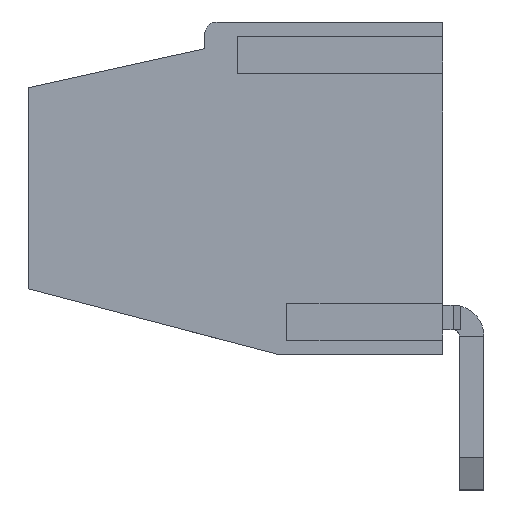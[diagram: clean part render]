
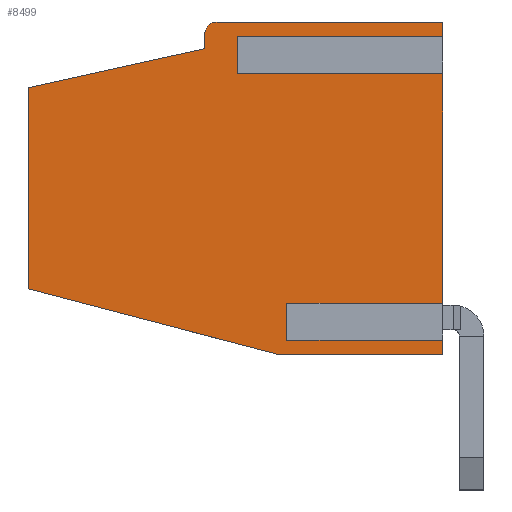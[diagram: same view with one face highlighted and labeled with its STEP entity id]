
A CAD part, left-side view. The second image highlights one B-rep face of the part: STEP entity #8499.
In plain terms, the highlighted face is planar.
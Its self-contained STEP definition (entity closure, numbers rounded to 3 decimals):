
#62 = LINE ( 'NONE', #12669, #8372 ) ;
#230 = ORIENTED_EDGE ( 'NONE', *, *, #15266, .F. ) ;
#247 = FACE_OUTER_BOUND ( 'NONE', #6446, .T. ) ;
#334 = CARTESIAN_POINT ( 'NONE',  ( 2.5, 1.6, 10.8 ) ) ;
#418 = DIRECTION ( 'NONE',  ( 0., 1., 0. ) ) ;
#511 = DIRECTION ( 'NONE',  ( -1., 0., 0. ) ) ;
#655 = LINE ( 'NONE', #11034, #24182 ) ;
#1106 = DIRECTION ( 'NONE',  ( 0., 0., -1. ) ) ;
#1171 = EDGE_CURVE ( 'NONE', #18784, #4923, #4063, .T. ) ;
#1774 = DIRECTION ( 'NONE',  ( 0., -1., 0. ) ) ;
#2215 = CARTESIAN_POINT ( 'NONE',  ( 2.5, 0., 4.7 ) ) ;
#2276 = VERTEX_POINT ( 'NONE', #13816 ) ;
#2318 = CARTESIAN_POINT ( 'NONE',  ( 2.5, 8.1, 10.8 ) ) ;
#2606 = EDGE_CURVE ( 'NONE', #24035, #2904, #17715, .T. ) ;
#2621 = DIRECTION ( 'NONE',  ( 0., 1., 0. ) ) ;
#2658 = ORIENTED_EDGE ( 'NONE', *, *, #5474, .T. ) ;
#2692 = VERTEX_POINT ( 'NONE', #24364 ) ;
#2904 = VERTEX_POINT ( 'NONE', #21210 ) ;
#2943 = DIRECTION ( 'NONE',  ( 0., 0., -1. ) ) ;
#3108 = ORIENTED_EDGE ( 'NONE', *, *, #21854, .T. ) ;
#3627 = DIRECTION ( 'NONE',  ( 0., 0., -1. ) ) ;
#3682 = CARTESIAN_POINT ( 'NONE',  ( 2.5, 7.45, 6.5 ) ) ;
#4063 = LINE ( 'NONE', #16716, #13242 ) ;
#4179 = EDGE_CURVE ( 'NONE', #16329, #6238, #8183, .T. ) ;
#4181 = LINE ( 'NONE', #21376, #19715 ) ;
#4288 = VECTOR ( 'NONE', #1106, 1000. ) ;
#4759 = CARTESIAN_POINT ( 'NONE',  ( 2.5, 0.532, 4.5 ) ) ;
#4923 = VERTEX_POINT ( 'NONE', #24967 ) ;
#5365 = EDGE_CURVE ( 'NONE', #2904, #2276, #655, .T. ) ;
#5442 = CARTESIAN_POINT ( 'NONE',  ( 2.5, 1.068, 4.5 ) ) ;
#5474 = EDGE_CURVE ( 'NONE', #9485, #9428, #22334, .T. ) ;
#6238 = VERTEX_POINT ( 'NONE', #16316 ) ;
#6446 = EDGE_LOOP ( 'NONE', ( #230, #14728, #20637, #12785, #8930, #13355, #8208, #2658, #7817, #3108, #16602, #27677, #23112, #13880, #20780, #25787 ) ) ;
#6697 = CARTESIAN_POINT ( 'NONE',  ( 2.5, 0.532, 4.5 ) ) ;
#6913 = VECTOR ( 'NONE', #2621, 1000. ) ;
#6969 = AXIS2_PLACEMENT_3D ( 'NONE', #27661, #17570, #25535 ) ;
#7559 = VERTEX_POINT ( 'NONE', #19964 ) ;
#7817 = ORIENTED_EDGE ( 'NONE', *, *, #9673, .F. ) ;
#8120 = CARTESIAN_POINT ( 'NONE',  ( 2.5, 0., 10.8 ) ) ;
#8183 = LINE ( 'NONE', #3682, #8632 ) ;
#8208 = ORIENTED_EDGE ( 'NONE', *, *, #21973, .T. ) ;
#8238 = LINE ( 'NONE', #27715, #10150 ) ;
#8372 = VECTOR ( 'NONE', #14912, 1000. ) ;
#8499 = ADVANCED_FACE ( 'NONE', ( #247 ), #17109, .F. ) ;
#8632 = VECTOR ( 'NONE', #12242, 1000. ) ;
#8930 = ORIENTED_EDGE ( 'NONE', *, *, #25271, .F. ) ;
#9088 = DIRECTION ( 'NONE',  ( 0., -1., 0. ) ) ;
#9428 = VERTEX_POINT ( 'NONE', #17349 ) ;
#9485 = VERTEX_POINT ( 'NONE', #22712 ) ;
#9566 = CARTESIAN_POINT ( 'NONE',  ( 2.5, 0.532, 4.5 ) ) ;
#9673 = EDGE_CURVE ( 'NONE', #17623, #9428, #24105, .T. ) ;
#10150 = VECTOR ( 'NONE', #23458, 1000. ) ;
#10260 = VERTEX_POINT ( 'NONE', #20014 ) ;
#10408 = DIRECTION ( 'NONE',  ( 0., 1., 0. ) ) ;
#10584 = VERTEX_POINT ( 'NONE', #20910 ) ;
#10641 = DIRECTION ( 'NONE',  ( 0., 0., -1. ) ) ;
#10655 = DIRECTION ( 'NONE',  ( 0., 0., -1. ) ) ;
#11034 = CARTESIAN_POINT ( 'NONE',  ( 2.5, 8.1, 0.7 ) ) ;
#11071 = VECTOR ( 'NONE', #2943, 1000. ) ;
#11196 = LINE ( 'NONE', #4759, #19970 ) ;
#11522 = DIRECTION ( 'NONE',  ( 0., 0., -1. ) ) ;
#11735 = DIRECTION ( 'NONE',  ( 0., 1., 0. ) ) ;
#11769 = LINE ( 'NONE', #16007, #4288 ) ;
#12242 = DIRECTION ( 'NONE',  ( 0., 1., 0. ) ) ;
#12669 = CARTESIAN_POINT ( 'NONE',  ( 2.5, 6.5, 10.8 ) ) ;
#12785 = ORIENTED_EDGE ( 'NONE', *, *, #24198, .F. ) ;
#13164 = CARTESIAN_POINT ( 'NONE',  ( 2.5, 1.068, 4.5 ) ) ;
#13242 = VECTOR ( 'NONE', #10655, 1000. ) ;
#13355 = ORIENTED_EDGE ( 'NONE', *, *, #27100, .F. ) ;
#13485 = CARTESIAN_POINT ( 'NONE',  ( 2.5, 1.6, 10.8 ) ) ;
#13816 = CARTESIAN_POINT ( 'NONE',  ( 2.5, 7.032, 0.7 ) ) ;
#13880 = ORIENTED_EDGE ( 'NONE', *, *, #18598, .F. ) ;
#14124 = CARTESIAN_POINT ( 'NONE',  ( 2.5, 7.568, 5.7 ) ) ;
#14504 = EDGE_CURVE ( 'NONE', #4923, #10260, #8238, .T. ) ;
#14728 = ORIENTED_EDGE ( 'NONE', *, *, #23692, .T. ) ;
#14857 = VECTOR ( 'NONE', #11522, 1000. ) ;
#14912 = DIRECTION ( 'NONE',  ( 0., 0.216, -0.976 ) ) ;
#15266 = EDGE_CURVE ( 'NONE', #7559, #10260, #4181, .T. ) ;
#15539 = VECTOR ( 'NONE', #21449, 1000. ) ;
#16007 = CARTESIAN_POINT ( 'NONE',  ( 2.5, 7.032, 5.7 ) ) ;
#16316 = CARTESIAN_POINT ( 'NONE',  ( 2.5, 7.8, 6.5 ) ) ;
#16329 = VERTEX_POINT ( 'NONE', #17651 ) ;
#16350 = VECTOR ( 'NONE', #3627, 1000. ) ;
#16602 = ORIENTED_EDGE ( 'NONE', *, *, #2606, .T. ) ;
#16716 = CARTESIAN_POINT ( 'NONE',  ( 2.5, 7.568, 5.7 ) ) ;
#17109 = PLANE ( 'NONE',  #18456 ) ;
#17191 = LINE ( 'NONE', #334, #15539 ) ;
#17349 = CARTESIAN_POINT ( 'NONE',  ( 2.5, 0.532, 0.7 ) ) ;
#17570 = DIRECTION ( 'NONE',  ( 1., 0., 0. ) ) ;
#17623 = VERTEX_POINT ( 'NONE', #6697 ) ;
#17651 = CARTESIAN_POINT ( 'NONE',  ( 2.5, 7.45, 6.5 ) ) ;
#17715 = LINE ( 'NONE', #13164, #11071 ) ;
#18255 = CARTESIAN_POINT ( 'NONE',  ( 2.5, 8.1, 0.7 ) ) ;
#18345 = VERTEX_POINT ( 'NONE', #13485 ) ;
#18456 = AXIS2_PLACEMENT_3D ( 'NONE', #2318, #511, #9088 ) ;
#18598 = EDGE_CURVE ( 'NONE', #18784, #2692, #27305, .T. ) ;
#18784 = VERTEX_POINT ( 'NONE', #26273 ) ;
#19715 = VECTOR ( 'NONE', #10641, 1000. ) ;
#19964 = CARTESIAN_POINT ( 'NONE',  ( 2.5, 8.1, 6.2 ) ) ;
#19970 = VECTOR ( 'NONE', #418, 1000. ) ;
#20014 = CARTESIAN_POINT ( 'NONE',  ( 2.5, 8.1, 0.7 ) ) ;
#20637 = ORIENTED_EDGE ( 'NONE', *, *, #4179, .F. ) ;
#20780 = ORIENTED_EDGE ( 'NONE', *, *, #1171, .T. ) ;
#20910 = CARTESIAN_POINT ( 'NONE',  ( 2.5, 6.5, 10.8 ) ) ;
#20957 = LINE ( 'NONE', #8120, #16350 ) ;
#21210 = CARTESIAN_POINT ( 'NONE',  ( 2.5, 1.068, 0.7 ) ) ;
#21376 = CARTESIAN_POINT ( 'NONE',  ( 2.5, 8.1, 10.8 ) ) ;
#21449 = DIRECTION ( 'NONE',  ( 0., 0.254, 0.967 ) ) ;
#21541 = VECTOR ( 'NONE', #11735, 1000. ) ;
#21779 = LINE ( 'NONE', #26319, #6913 ) ;
#21854 = EDGE_CURVE ( 'NONE', #17623, #24035, #11196, .T. ) ;
#21973 = EDGE_CURVE ( 'NONE', #25067, #9485, #20957, .T. ) ;
#22296 = CIRCLE ( 'NONE', #6969, 0.3 ) ;
#22334 = LINE ( 'NONE', #18255, #21541 ) ;
#22556 = VECTOR ( 'NONE', #1774, 1000. ) ;
#22712 = CARTESIAN_POINT ( 'NONE',  ( 2.5, 0., 0.7 ) ) ;
#23112 = ORIENTED_EDGE ( 'NONE', *, *, #23813, .F. ) ;
#23458 = DIRECTION ( 'NONE',  ( 0., 1., 0. ) ) ;
#23692 = EDGE_CURVE ( 'NONE', #7559, #6238, #22296, .T. ) ;
#23813 = EDGE_CURVE ( 'NONE', #2692, #2276, #11769, .T. ) ;
#24035 = VERTEX_POINT ( 'NONE', #5442 ) ;
#24105 = LINE ( 'NONE', #9566, #14857 ) ;
#24182 = VECTOR ( 'NONE', #10408, 1000. ) ;
#24198 = EDGE_CURVE ( 'NONE', #10584, #16329, #62, .T. ) ;
#24364 = CARTESIAN_POINT ( 'NONE',  ( 2.5, 7.032, 5.7 ) ) ;
#24967 = CARTESIAN_POINT ( 'NONE',  ( 2.5, 7.568, 0.7 ) ) ;
#25067 = VERTEX_POINT ( 'NONE', #2215 ) ;
#25271 = EDGE_CURVE ( 'NONE', #18345, #10584, #21779, .T. ) ;
#25535 = DIRECTION ( 'NONE',  ( 0., -1., 0. ) ) ;
#25787 = ORIENTED_EDGE ( 'NONE', *, *, #14504, .T. ) ;
#26273 = CARTESIAN_POINT ( 'NONE',  ( 2.5, 7.568, 5.7 ) ) ;
#26319 = CARTESIAN_POINT ( 'NONE',  ( 2.5, 8.1, 10.8 ) ) ;
#27100 = EDGE_CURVE ( 'NONE', #25067, #18345, #17191, .T. ) ;
#27305 = LINE ( 'NONE', #14124, #22556 ) ;
#27661 = CARTESIAN_POINT ( 'NONE',  ( 2.5, 7.8, 6.2 ) ) ;
#27677 = ORIENTED_EDGE ( 'NONE', *, *, #5365, .T. ) ;
#27715 = CARTESIAN_POINT ( 'NONE',  ( 2.5, 8.1, 0.7 ) ) ;
